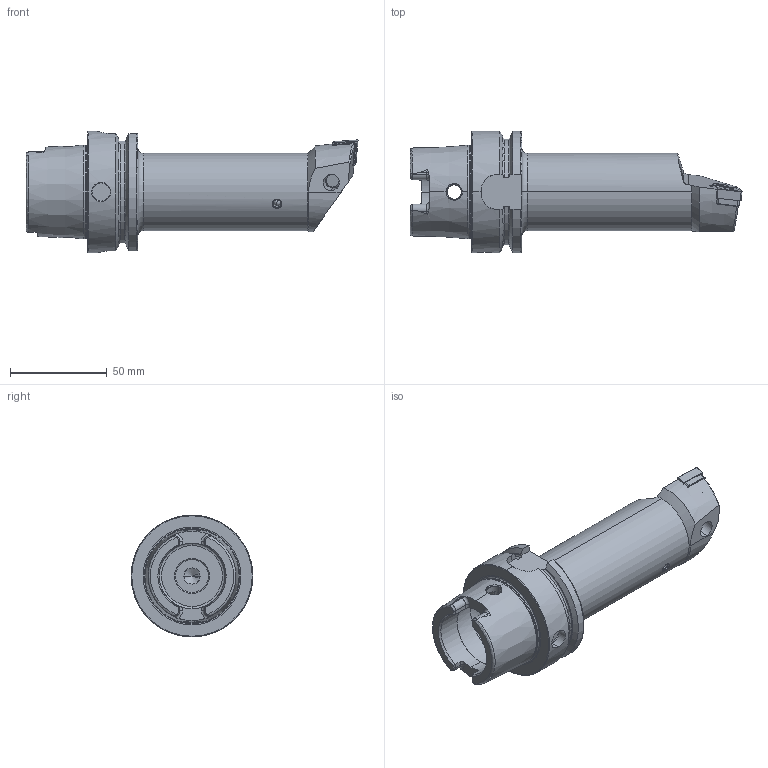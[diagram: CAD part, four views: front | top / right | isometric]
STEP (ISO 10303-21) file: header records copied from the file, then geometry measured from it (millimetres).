
FILE_DESCRIPTION (( 'STEP AP214' ), '1' );
FILE_NAME ('HA6.PCD.LLC.140.STEP', '2020-09-11T06:11:58', ( '' ), ( '' ), 'SwSTEP 2.0', 'SolidWorks 2017', '' );
FILE_SCHEMA (( 'AUTOMOTIVE_DESIGN' ));
Length unit declared in the file: millimetre
Products named in the file (8): WCD; WCD-ER3.101.000_A; CNMG120404; KVT_MB_600_050; HA6.PCD.LLC.140; WCD-ER2.101.003_A; WCD-ER4.101.017_A; HA6-PCD.LLC.140_A
Assembly tree (7 placements, depth 3):
  HA6.PCD.LLC.140
    HA6-PCD.LLC.140_A
    KVT_MB_600_050
    WCD-ER2.101.003_A
    CNMG120404
    WCD
      WCD-ER4.101.017_A
      WCD-ER3.101.000_A
Bounding box: 171.9 x 63 x 63 mm (x, y, z)
Volume: 200744.7 mm3; surface area: 40682.2 mm2
Topology: 7 solids, 7 shells, 364 faces, 923 edges, 563 vertices
Faces by surface type: plane 113, cylinder 102, cone 94, torus 36, bspline 17, sphere 2
Entity records: 13880 total; most frequent: CARTESIAN_POINT 4042, ORIENTED_EDGE 1812, DIRECTION 1705, EDGE_CURVE 906, AXIS2_PLACEMENT_3D 661, VERTEX_POINT 560, EDGE_LOOP 384, VECTOR 383
